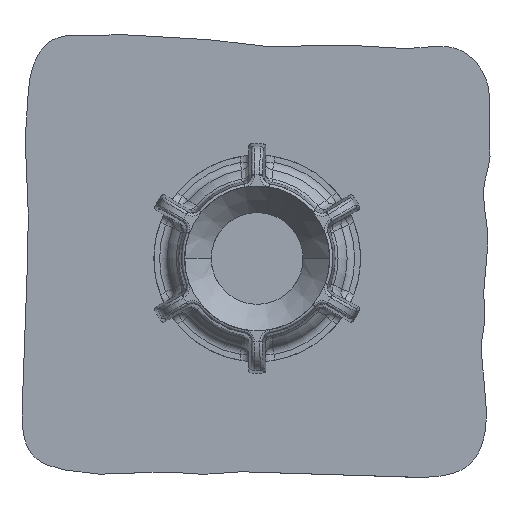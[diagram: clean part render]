
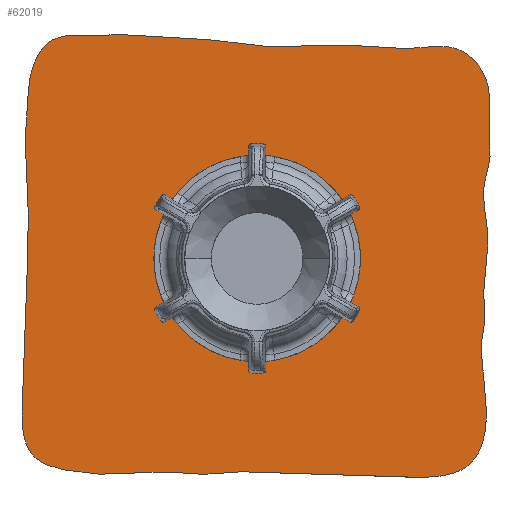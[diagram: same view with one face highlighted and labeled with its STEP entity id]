
A CAD part, front view. The second image highlights one B-rep face of the part: STEP entity #62019.
In plain terms, the highlighted planar face has unit normal (0, -1, 0).
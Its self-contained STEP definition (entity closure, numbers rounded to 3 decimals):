
#17836=CARTESIAN_POINT('',(36.95,-5.3,-36.));
#17837=CARTESIAN_POINT('',(36.052,-5.3,-36.765));
#17838=CARTESIAN_POINT('',(32.605,-5.3,-38.239));
#17839=CARTESIAN_POINT('',(25.713,-5.3,-38.212));
#17840=CARTESIAN_POINT('',(16.225,-5.3,-37.376));
#17841=CARTESIAN_POINT('',(7.346,-5.3,-37.491));
#17842=CARTESIAN_POINT('',(-0.929,-5.3,-36.715));
#17843=CARTESIAN_POINT('',(-8.219,-5.3,-38.172));
#17844=CARTESIAN_POINT('',(-15.964,-5.3,-36.83));
#17845=CARTESIAN_POINT('',(-23.844,-5.3,-37.914));
#17846=CARTESIAN_POINT('',(-31.157,-5.3,-37.448));
#17847=CARTESIAN_POINT('',(-40.908,-5.3,-35.507));
#17848=CARTESIAN_POINT('',(-41.197,-5.3,-25.179));
#17849=CARTESIAN_POINT('',(-39.99,-5.3,-16.284));
#17850=CARTESIAN_POINT('',(-40.638,-5.3,-5.918));
#17851=CARTESIAN_POINT('',(-39.514,-5.3,3.677));
#17852=CARTESIAN_POINT('',(-40.283,-5.3,12.693));
#17853=CARTESIAN_POINT('',(-40.614,-5.3,20.334));
#17854=CARTESIAN_POINT('',(-40.044,-5.3,27.449));
#17855=CARTESIAN_POINT('',(-39.565,-5.3,32.818));
#17856=CARTESIAN_POINT('',(-38.187,-5.3,35.617));
#17857=CARTESIAN_POINT('',(-37.442,-5.3,36.539));
#17859=CARTESIAN_POINT('',(-37.442,-5.3,36.539));
#17860=CARTESIAN_POINT('',(-37.003,-5.3,37.081));
#17861=CARTESIAN_POINT('',(-35.157,-5.3,38.799));
#17862=CARTESIAN_POINT('',(-30.008,-5.3,39.089));
#17863=CARTESIAN_POINT('',(-23.231,-5.3,39.145));
#17864=CARTESIAN_POINT('',(-15.432,-5.3,38.268));
#17865=CARTESIAN_POINT('',(-7.461,-5.3,38.345));
#17866=CARTESIAN_POINT('',(1.276,-5.3,36.328));
#17867=CARTESIAN_POINT('',(9.635,-5.3,37.68));
#17868=CARTESIAN_POINT('',(18.793,-5.3,36.955));
#17869=CARTESIAN_POINT('',(26.551,-5.3,36.154));
#17870=CARTESIAN_POINT('',(35.027,-5.3,37.83));
#17871=CARTESIAN_POINT('',(41.268,-5.3,31.209));
#17872=CARTESIAN_POINT('',(40.088,-5.3,23.817));
#17873=CARTESIAN_POINT('',(41.007,-5.3,17.306));
#17874=CARTESIAN_POINT('',(39.04,-5.3,12.318));
#17875=CARTESIAN_POINT('',(39.839,-5.3,7.518));
#17876=CARTESIAN_POINT('',(40.371,-5.3,3.459));
#17877=CARTESIAN_POINT('',(39.845,-5.3,-0.934));
#17878=CARTESIAN_POINT('',(39.208,-5.3,-5.505));
#17879=CARTESIAN_POINT('',(40.032,-5.3,-10.311));
#17880=CARTESIAN_POINT('',(38.823,-5.3,-14.976));
#17881=CARTESIAN_POINT('',(39.505,-5.3,-21.756));
#17882=CARTESIAN_POINT('',(40.724,-5.3,-29.167));
#17883=CARTESIAN_POINT('',(38.387,-5.3,-34.776));
#17884=CARTESIAN_POINT('',(36.95,-5.3,-36.));
#17886=CARTESIAN_POINT('',(0.,-5.3,0.));
#17887=DIRECTION('',(0.,-1.,0.));
#17888=DIRECTION('',(-0.996,0.,0.088));
#17889=AXIS2_PLACEMENT_3D('',#17886,#17887,#17888);
#17891=CARTESIAN_POINT('',(-10.989,-5.3,-0.5));
#17892=DIRECTION('',(0.,1.,0.));
#17893=DIRECTION('',(-0.235,0.,-0.972));
#17894=AXIS2_PLACEMENT_3D('',#17891,#17892,#17893);
#17896=CARTESIAN_POINT('',(0.,-5.3,0.));
#17897=DIRECTION('',(0.,-1.,0.));
#17898=DIRECTION('',(-0.996,0.,-0.088));
#17899=AXIS2_PLACEMENT_3D('',#17896,#17897,#17898);
#17901=DIRECTION('',(1.,0.,0.));
#17902=VECTOR('',#17901,1.415);
#17903=CARTESIAN_POINT('',(11.035,-5.3,-1.6));
#17904=LINE('',#17903,#17902);
#17905=DIRECTION('',(0.,0.,1.));
#17906=VECTOR('',#17905,2.2);
#17907=CARTESIAN_POINT('',(12.95,-5.3,-1.1));
#17908=LINE('',#17907,#17906);
#17909=DIRECTION('',(-1.,0.,0.));
#17910=VECTOR('',#17909,1.415);
#17911=CARTESIAN_POINT('',(12.45,-5.3,1.6));
#17912=LINE('',#17911,#17910);
#17913=CARTESIAN_POINT('',(0.,-5.3,0.));
#17914=DIRECTION('',(0.,-1.,0.));
#17915=DIRECTION('',(0.99,0.,0.143));
#17916=AXIS2_PLACEMENT_3D('',#17913,#17914,#17915);
#17918=CARTESIAN_POINT('',(-10.989,-5.3,0.5));
#17919=DIRECTION('',(0.,1.,0.));
#17920=DIRECTION('',(-0.283,0.,0.959));
#17921=AXIS2_PLACEMENT_3D('',#17918,#17919,#17920);
#22646=CARTESIAN_POINT('',(12.45,-5.3,1.1));
#22647=DIRECTION('',(0.,1.,0.));
#22648=DIRECTION('',(0.,0.,1.));
#22649=AXIS2_PLACEMENT_3D('',#22646,#22647,#22648);
#22664=CARTESIAN_POINT('',(12.45,-5.3,-1.1));
#22665=DIRECTION('',(0.,1.,0.));
#22666=DIRECTION('',(1.,0.,0.));
#22667=AXIS2_PLACEMENT_3D('',#22664,#22665,#22666);
#39473=CARTESIAN_POINT('',(11.035,-5.3,-1.6));
#39474=VERTEX_POINT('',#39473);
#39475=CARTESIAN_POINT('',(11.035,-5.3,1.6));
#39476=VERTEX_POINT('',#39475);
#39477=VERTEX_POINT('',#17836);
#39478=VERTEX_POINT('',#17857);
#39481=CARTESIAN_POINT('',(12.95,-5.3,-1.1));
#39483=VERTEX_POINT('',#39481);
#39485=CARTESIAN_POINT('',(12.45,-5.3,-1.6));
#39487=VERTEX_POINT('',#39485);
#39489=CARTESIAN_POINT('',(12.45,-5.3,1.6));
#39491=VERTEX_POINT('',#39489);
#39493=CARTESIAN_POINT('',(12.95,-5.3,1.1));
#39495=VERTEX_POINT('',#39493);
#40096=CARTESIAN_POINT('',(-11.13,-5.3,0.98));
#40097=CARTESIAN_POINT('',(-11.13,-5.3,-0.98));
#40098=VERTEX_POINT('',#40096);
#40099=VERTEX_POINT('',#40097);
#40100=CARTESIAN_POINT('',(-11.106,-5.3,-0.986));
#40101=VERTEX_POINT('',#40100);
#40102=CARTESIAN_POINT('',(-11.106,-5.3,0.986));
#40103=VERTEX_POINT('',#40102);
#61987=CARTESIAN_POINT('',(0.,-5.3,0.));
#61988=DIRECTION('',(0.,1.,0.));
#61989=DIRECTION('',(0.,0.,1.));
#61990=AXIS2_PLACEMENT_3D('',#61987,#61988,#61989);
#61991=PLANE('',#61990);
#61992=ORIENTED_EDGE('',*,*,#61977,.T.);
#61994=ORIENTED_EDGE('',*,*,#61993,.T.);
#61995=EDGE_LOOP('',(#61992,#61994));
#61996=FACE_OUTER_BOUND('',#61995,.F.);
#61998=ORIENTED_EDGE('',*,*,#61997,.T.);
#62000=ORIENTED_EDGE('',*,*,#61999,.F.);
#62002=ORIENTED_EDGE('',*,*,#62001,.T.);
#62004=ORIENTED_EDGE('',*,*,#62003,.T.);
#62006=ORIENTED_EDGE('',*,*,#62005,.F.);
#62008=ORIENTED_EDGE('',*,*,#62007,.T.);
#62010=ORIENTED_EDGE('',*,*,#62009,.F.);
#62012=ORIENTED_EDGE('',*,*,#62011,.T.);
#62014=ORIENTED_EDGE('',*,*,#62013,.T.);
#62016=ORIENTED_EDGE('',*,*,#62015,.F.);
#62017=EDGE_LOOP('',(#61998,#62000,#62002,#62004,#62006,#62008,#62010,#62012,
#62014,#62016));
#62018=FACE_BOUND('',#62017,.F.);
#17858=B_SPLINE_CURVE_WITH_KNOTS('',3,(#17836,#17837,#17838,#17839,#17840,
#17841,#17842,#17843,#17844,#17845,#17846,#17847,#17848,#17849,#17850,#17851,
#17852,#17853,#17854,#17855,#17856,#17857),.UNSPECIFIED.,.F.,.F.,(4,1,1,1,1,1,1,
1,1,1,1,1,1,1,1,1,1,1,1,4),(0.,0.024,0.072,
0.138,0.217,0.252,0.305,
0.365,0.408,0.463,0.518,
0.581,0.638,0.708,0.787,
0.833,0.89,0.942,0.976,1.),
.UNSPECIFIED.);
#17885=B_SPLINE_CURVE_WITH_KNOTS('',3,(#17859,#17860,#17861,#17862,#17863,
#17864,#17865,#17866,#17867,#17868,#17869,#17870,#17871,#17872,#17873,#17874,
#17875,#17876,#17877,#17878,#17879,#17880,#17881,#17882,#17883,#17884),
.UNSPECIFIED.,.F.,.F.,(4,1,1,1,1,1,1,1,1,1,1,1,1,1,1,1,1,1,1,1,1,1,1,4),(0.,
0.014,0.051,0.096,0.154,
0.208,0.257,0.333,0.376,
0.442,0.492,0.539,0.599,
0.636,0.67,0.703,0.732,
0.753,0.792,0.825,0.849,
0.888,0.961,1.),.UNSPECIFIED.);
#17890=CIRCLE('',#17889,11.173);
#17895=CIRCLE('',#17894,0.5);
#17900=CIRCLE('',#17899,11.15);
#17917=CIRCLE('',#17916,11.15);
#17922=CIRCLE('',#17921,0.5);
#22650=CIRCLE('',#22649,0.5);
#22668=CIRCLE('',#22667,0.5);
#61977=EDGE_CURVE('',#39477,#39478,#17858,.T.);
#61993=EDGE_CURVE('',#39478,#39477,#17885,.T.);
#61997=EDGE_CURVE('',#40098,#40099,#17890,.T.);
#61999=EDGE_CURVE('',#40101,#40099,#17895,.T.);
#62001=EDGE_CURVE('',#40101,#39474,#17900,.T.);
#62003=EDGE_CURVE('',#39474,#39487,#17904,.T.);
#62005=EDGE_CURVE('',#39483,#39487,#22668,.T.);
#62007=EDGE_CURVE('',#39483,#39495,#17908,.T.);
#62009=EDGE_CURVE('',#39491,#39495,#22650,.T.);
#62011=EDGE_CURVE('',#39491,#39476,#17912,.T.);
#62013=EDGE_CURVE('',#39476,#40103,#17917,.T.);
#62015=EDGE_CURVE('',#40098,#40103,#17922,.T.);
#62019=ADVANCED_FACE('',(#61996,#62018),#61991,.F.);
